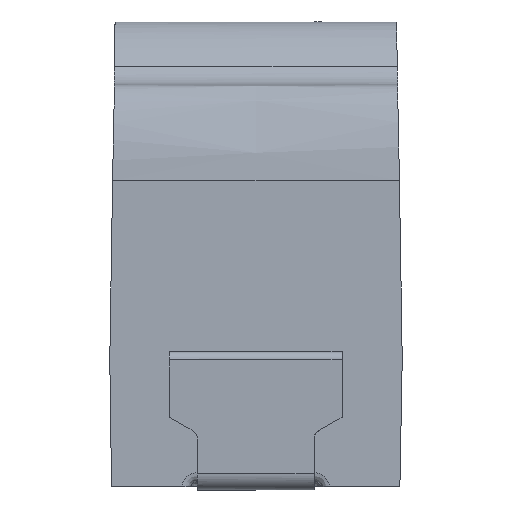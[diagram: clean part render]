
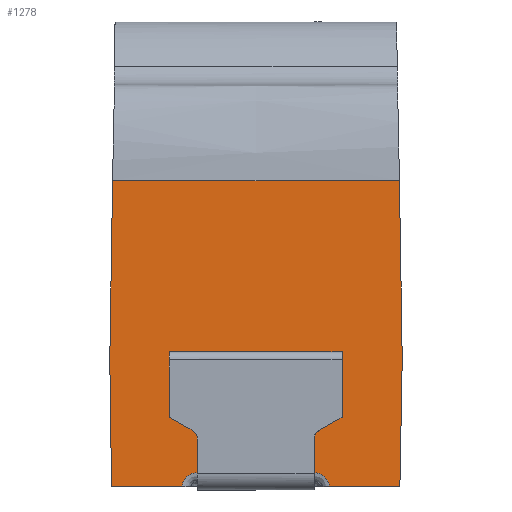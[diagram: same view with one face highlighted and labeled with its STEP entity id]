
A CAD part, left-side view. The second image highlights one B-rep face of the part: STEP entity #1278.
In plain terms, the highlighted free-form (B-spline) face has degree [3, 1] with [4, 2] control points.
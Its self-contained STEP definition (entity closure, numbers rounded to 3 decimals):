
#1197 = VERTEX_POINT('',#1198);
#1198 = CARTESIAN_POINT('',(-9.466,5.117,
    11.059));
#1213 = EDGE_CURVE('',#1197,#1214,#1216,.T.);
#1214 = VERTEX_POINT('',#1215);
#1215 = CARTESIAN_POINT('',(-9.466,-5.138,
    11.059));
#1216 = B_SPLINE_CURVE_WITH_KNOTS('',1,(#1217,#1218),.UNSPECIFIED.,.F.,
  .F.,(2,2),(9.839,18.177),.PIECEWISE_BEZIER_KNOTS.);
#1217 = CARTESIAN_POINT('',(-9.466,5.117,
    11.059));
#1218 = CARTESIAN_POINT('',(-9.466,-5.138,
    11.059));
#1278 = ADVANCED_FACE('',(#1279),#1355,.T.);
#1279 = FACE_BOUND('',#1280,.T.);
#1280 = EDGE_LOOP('',(#1281,#1290,#1299,#1306,#1315,#1322,#1323,#1332,
    #1341,#1348));
#1281 = ORIENTED_EDGE('',*,*,#1282,.T.);
#1282 = EDGE_CURVE('',#1283,#1285,#1287,.T.);
#1283 = VERTEX_POINT('',#1284);
#1284 = CARTESIAN_POINT('',(-9.545,2.089,
    0.617));
#1285 = VERTEX_POINT('',#1286);
#1286 = CARTESIAN_POINT('',(-9.545,-2.089,
    0.617));
#1287 = B_SPLINE_CURVE_WITH_KNOTS('',1,(#1288,#1289),.UNSPECIFIED.,.F.,
  .F.,(2,2),(0.,3.397),
  .PIECEWISE_BEZIER_KNOTS.);
#1288 = CARTESIAN_POINT('',(-9.545,2.089,
    0.617));
#1289 = CARTESIAN_POINT('',(-9.545,-2.089,
    0.617));
#1290 = ORIENTED_EDGE('',*,*,#1291,.T.);
#1291 = EDGE_CURVE('',#1285,#1292,#1294,.T.);
#1292 = VERTEX_POINT('',#1293);
#1293 = CARTESIAN_POINT('',(-9.549,-2.639,
    0.125));
#1294 = ( BOUNDED_CURVE() B_SPLINE_CURVE(3,(#1295,#1296,#1297,#1298),
.UNSPECIFIED.,.F.,.F.) B_SPLINE_CURVE_WITH_KNOTS((4,4),(
0.,0.657),.PIECEWISE_BEZIER_KNOTS.) CURVE() 
GEOMETRIC_REPRESENTATION_ITEM() RATIONAL_B_SPLINE_CURVE((1.,1.,1.,1.)) 
REPRESENTATION_ITEM('') );
#1295 = CARTESIAN_POINT('',(-9.545,-2.089,
    0.617));
#1296 = CARTESIAN_POINT('',(-9.545,-2.363,
    0.623));
#1297 = CARTESIAN_POINT('',(-9.547,-2.615,
    0.397));
#1298 = CARTESIAN_POINT('',(-9.549,-2.639,
    0.125));
#1299 = ORIENTED_EDGE('',*,*,#1300,.T.);
#1300 = EDGE_CURVE('',#1292,#1301,#1303,.T.);
#1301 = VERTEX_POINT('',#1302);
#1302 = CARTESIAN_POINT('',(-9.549,-5.155,
    0.125));
#1303 = B_SPLINE_CURVE_WITH_KNOTS('',1,(#1304,#1305),.UNSPECIFIED.,.F.,
  .F.,(2,2),(16.146,18.191),.PIECEWISE_BEZIER_KNOTS.);
#1304 = CARTESIAN_POINT('',(-9.549,-2.639,
    0.125));
#1305 = CARTESIAN_POINT('',(-9.549,-5.155,
    0.125));
#1306 = ORIENTED_EDGE('',*,*,#1307,.T.);
#1307 = EDGE_CURVE('',#1301,#1308,#1310,.T.);
#1308 = VERTEX_POINT('',#1309);
#1309 = CARTESIAN_POINT('',(-9.514,-5.238,
    4.677));
#1310 = B_SPLINE_CURVE_WITH_KNOTS('',3,(#1311,#1312,#1313,#1314),
  .UNSPECIFIED.,.F.,.F.,(4,4),(-3.702,0.),
  .PIECEWISE_BEZIER_KNOTS.);
#1311 = CARTESIAN_POINT('',(-9.549,-5.155,
    0.125));
#1312 = CARTESIAN_POINT('',(-9.537,-5.183,
    1.642));
#1313 = CARTESIAN_POINT('',(-9.526,-5.211,
    3.16));
#1314 = CARTESIAN_POINT('',(-9.514,-5.238,
    4.677));
#1315 = ORIENTED_EDGE('',*,*,#1316,.T.);
#1316 = EDGE_CURVE('',#1308,#1214,#1317,.T.);
#1317 = B_SPLINE_CURVE_WITH_KNOTS('',3,(#1318,#1319,#1320,#1321),
  .UNSPECIFIED.,.F.,.F.,(4,4),(-5.189,0.),
  .PIECEWISE_BEZIER_KNOTS.);
#1318 = CARTESIAN_POINT('',(-9.514,-5.238,
    4.677));
#1319 = CARTESIAN_POINT('',(-9.498,-5.205,
    6.804));
#1320 = CARTESIAN_POINT('',(-9.482,-5.172,
    8.931));
#1321 = CARTESIAN_POINT('',(-9.466,-5.138,
    11.059));
#1322 = ORIENTED_EDGE('',*,*,#1213,.F.);
#1323 = ORIENTED_EDGE('',*,*,#1324,.T.);
#1324 = EDGE_CURVE('',#1197,#1325,#1327,.T.);
#1325 = VERTEX_POINT('',#1326);
#1326 = CARTESIAN_POINT('',(-9.514,5.218,
    4.677));
#1327 = B_SPLINE_CURVE_WITH_KNOTS('',3,(#1328,#1329,#1330,#1331),
  .UNSPECIFIED.,.F.,.F.,(4,4),(-5.189,0.),
  .PIECEWISE_BEZIER_KNOTS.);
#1328 = CARTESIAN_POINT('',(-9.466,5.117,
    11.059));
#1329 = CARTESIAN_POINT('',(-9.482,5.151,
    8.931));
#1330 = CARTESIAN_POINT('',(-9.498,5.184,
    6.804));
#1331 = CARTESIAN_POINT('',(-9.514,5.218,
    4.677));
#1332 = ORIENTED_EDGE('',*,*,#1333,.T.);
#1333 = EDGE_CURVE('',#1325,#1334,#1336,.T.);
#1334 = VERTEX_POINT('',#1335);
#1335 = CARTESIAN_POINT('',(-9.549,5.155,
    0.125));
#1336 = B_SPLINE_CURVE_WITH_KNOTS('',3,(#1337,#1338,#1339,#1340),
  .UNSPECIFIED.,.F.,.F.,(4,4),(-3.702,0.),
  .PIECEWISE_BEZIER_KNOTS.);
#1337 = CARTESIAN_POINT('',(-9.514,5.218,
    4.677));
#1338 = CARTESIAN_POINT('',(-9.526,5.197,3.16
    ));
#1339 = CARTESIAN_POINT('',(-9.537,5.176,
    1.642));
#1340 = CARTESIAN_POINT('',(-9.549,5.155,
    0.125));
#1341 = ORIENTED_EDGE('',*,*,#1342,.T.);
#1342 = EDGE_CURVE('',#1334,#1343,#1345,.T.);
#1343 = VERTEX_POINT('',#1344);
#1344 = CARTESIAN_POINT('',(-9.549,2.639,
    0.125));
#1345 = B_SPLINE_CURVE_WITH_KNOTS('',1,(#1346,#1347),.UNSPECIFIED.,.F.,
  .F.,(2,2),(9.809,11.854),.PIECEWISE_BEZIER_KNOTS.);
#1346 = CARTESIAN_POINT('',(-9.549,5.155,
    0.125));
#1347 = CARTESIAN_POINT('',(-9.549,2.639,
    0.125));
#1348 = ORIENTED_EDGE('',*,*,#1349,.T.);
#1349 = EDGE_CURVE('',#1343,#1283,#1350,.T.);
#1350 = ( BOUNDED_CURVE() B_SPLINE_CURVE(3,(#1351,#1352,#1353,#1354),
.UNSPECIFIED.,.F.,.F.) B_SPLINE_CURVE_WITH_KNOTS((4,4),(
-0.066,0.592),.PIECEWISE_BEZIER_KNOTS.) CURVE() 
GEOMETRIC_REPRESENTATION_ITEM() RATIONAL_B_SPLINE_CURVE((1.,1.,1.,1.)) 
REPRESENTATION_ITEM('') );
#1351 = CARTESIAN_POINT('',(-9.549,2.639,
    0.125));
#1352 = CARTESIAN_POINT('',(-9.547,2.615,
    0.397));
#1353 = CARTESIAN_POINT('',(-9.545,2.363,
    0.623));
#1354 = CARTESIAN_POINT('',(-9.545,2.089,
    0.617));
#1355 = B_SPLINE_SURFACE_WITH_KNOTS('',3,1,(
    (#1356,#1357)
    ,(#1358,#1359)
    ,(#1360,#1361)
    ,(#1362,#1363
    )),.UNSPECIFIED.,.F.,.F.,.F.,(4,4),(2,2),(8.63,
    71.752),(0.,28.),.PIECEWISE_BEZIER_KNOTS.);
#1356 = CARTESIAN_POINT('',(-9.466,17.22,
    11.059));
#1357 = CARTESIAN_POINT('',(-9.466,-17.22,
    11.059));
#1358 = CARTESIAN_POINT('',(-9.494,17.22,
    7.414));
#1359 = CARTESIAN_POINT('',(-9.494,-17.22,
    7.414));
#1360 = CARTESIAN_POINT('',(-9.521,17.22,3.769
    ));
#1361 = CARTESIAN_POINT('',(-9.521,-17.22,3.769
    ));
#1362 = CARTESIAN_POINT('',(-9.549,17.22,
    0.125));
#1363 = CARTESIAN_POINT('',(-9.549,-17.22,
    0.125));
